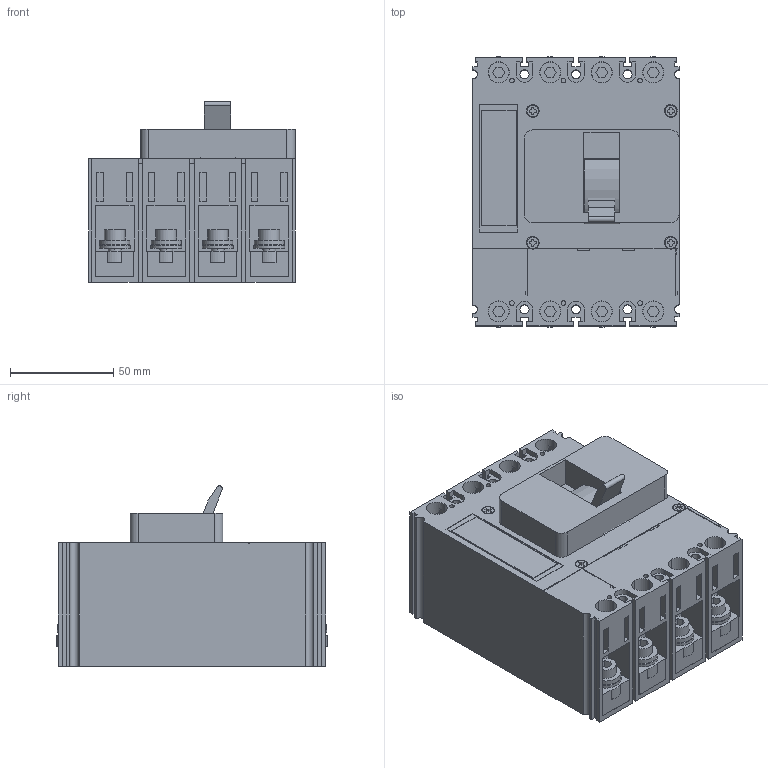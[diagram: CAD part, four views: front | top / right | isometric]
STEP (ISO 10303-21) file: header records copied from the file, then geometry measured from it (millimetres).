
FILE_DESCRIPTION((''),'2;1');
FILE_NAME('1651226024823_ASM','2022-04-29T15:24:01',('SESA654545'),('Schneider-Electric'),'CREO PARAMETRIC BY PTC INC, 2019471','CREO PARAMETRIC BY PTC INC, 2019471','');
FILE_SCHEMA(('AUTOMOTIVE_DESIGN { 1 0 10303 214 1 1 1 1 }'));
Length unit declared in the file: millimetre
Products named in the file (6): EMPTYNODE_1651226025374_ASM; FRAME1-4P_3D-SIMPLIFIED; FRAME1-4P-3D_ASM; TOGGLE_3D-SIMPLIFIED; TOGGLE-3D_ASM; 1651226024823_ASM
Assembly tree (5 placements, depth 3):
  1651226024823_ASM
    EMPTYNODE_1651226025374_ASM
    FRAME1-4P-3D_ASM
      FRAME1-4P_3D-SIMPLIFIED
    TOGGLE-3D_ASM
      TOGGLE_3D-SIMPLIFIED
Bounding box: 100 x 131.3 x 87.61 mm (x, y, z)
Volume: 735185.5 mm3; surface area: 101515.4 mm2
Topology: 2 solids, 2 shells, 896 faces, 2382 edges, 1593 vertices
Faces by surface type: plane 716, cylinder 180
Entity records: 39453 total; most frequent: CARTESIAN_POINT 4907, DIRECTION 4725, ORIENTED_EDGE 4724, PRESENTATION_STYLE_ASSIGNMENT 2698, STYLED_ITEM 2397, CURVE_STYLE 2395, EDGE_CURVE 2362, VECTOR 1923
